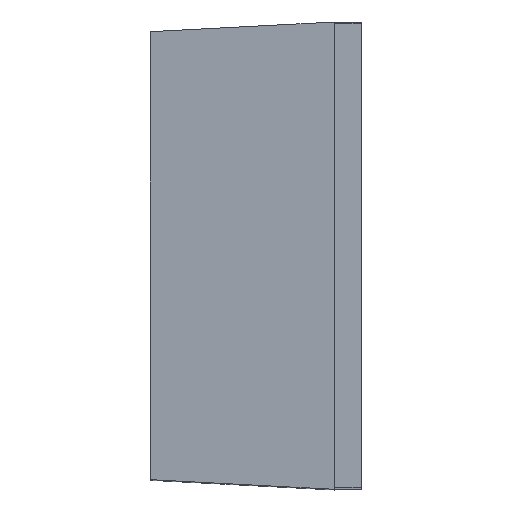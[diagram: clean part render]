
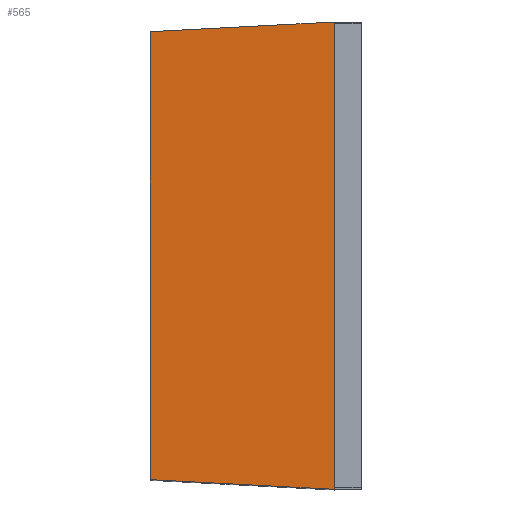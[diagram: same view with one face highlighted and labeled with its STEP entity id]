
A CAD part, top view. The second image highlights one B-rep face of the part: STEP entity #565.
In plain terms, the highlighted planar face has unit normal (-0.052, 0, 0.999).
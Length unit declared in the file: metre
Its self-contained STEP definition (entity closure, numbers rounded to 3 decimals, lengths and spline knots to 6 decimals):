
#275 = EDGE_CURVE( '', #768, #769, #770, .T. );
#301 = EDGE_CURVE( '', #813, #769, #814, .T. );
#417 = EDGE_CURVE( '', #768, #994, #995, .T. );
#565 = ADVANCED_FACE( '', ( #1188 ), #1189, .T. );
#659 = EDGE_CURVE( '', #994, #813, #1303, .T. );
#768 = VERTEX_POINT( '', #1421 );
#769 = VERTEX_POINT( '', #1422 );
#770 = LINE( '', #1423, #1424 );
#813 = VERTEX_POINT( '', #1484 );
#814 = LINE( '', #1485, #1486 );
#994 = VERTEX_POINT( '', #1753 );
#995 = LINE( '', #1754, #1755 );
#1188 = FACE_OUTER_BOUND( '', #2055, .T. );
#1189 = PLANE( '', #2056 );
#1303 = LINE( '', #2230, #2231 );
#1421 = CARTESIAN_POINT( '', ( 0.001785, 0.005388, 0.01812 ) );
#1422 = CARTESIAN_POINT( '', ( 0.001785, -0.005281, 0.01812 ) );
#1423 = CARTESIAN_POINT( '', ( 0.001785, 0.005389, 0.01812 ) );
#1424 = VECTOR( '', #2368, 1. );
#1484 = CARTESIAN_POINT( '', ( -0.002415, -0.005061, 0.0179 ) );
#1485 = CARTESIAN_POINT( '', ( -0.002102, -0.005077, 0.017916 ) );
#1486 = VECTOR( '', #2425, 1. );
#1753 = CARTESIAN_POINT( '', ( -0.002415, 0.005168, 0.0179 ) );
#1754 = CARTESIAN_POINT( '', ( -0.001823, 0.005199, 0.017931 ) );
#1755 = VECTOR( '', #2608, 1. );
#2055 = EDGE_LOOP( '', ( #2837, #2838, #2839, #2840 ) );
#2056 = AXIS2_PLACEMENT_3D( '', #2841, #2842, #2843 );
#2230 = CARTESIAN_POINT( '', ( -0.002415, 0.005389, 0.0179 ) );
#2231 = VECTOR( '', #3017, 1. );
#2368 = DIRECTION( '', ( 0., -1., 0. ) );
#2425 = DIRECTION( '', ( 0.997, -0.052, 0.052 ) );
#2608 = DIRECTION( '', ( -0.997, -0.052, -0.052 ) );
#2837 = ORIENTED_EDGE( '', *, *, #301, .T. );
#2838 = ORIENTED_EDGE( '', *, *, #275, .F. );
#2839 = ORIENTED_EDGE( '', *, *, #417, .T. );
#2840 = ORIENTED_EDGE( '', *, *, #659, .T. );
#2841 = CARTESIAN_POINT( '', ( -0.000315, 0.005389, 0.01801 ) );
#2842 = DIRECTION( '', ( -0.052, 0., 0.999 ) );
#2843 = DIRECTION( '', ( 0., 1., 0. ) );
#3017 = DIRECTION( '', ( 0., -1., 0. ) );
